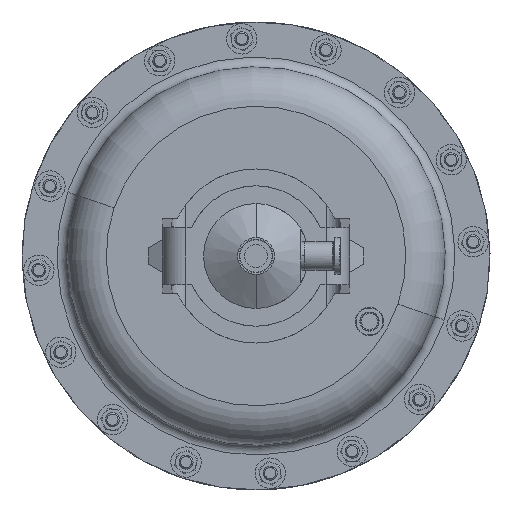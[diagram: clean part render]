
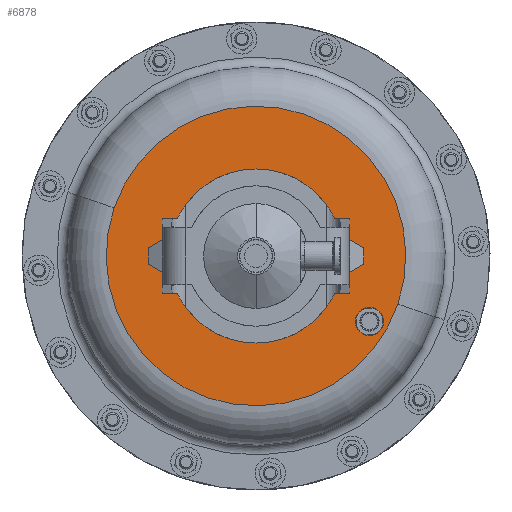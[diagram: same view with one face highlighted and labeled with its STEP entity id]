
A CAD part, front view. The second image highlights one B-rep face of the part: STEP entity #6878.
In plain terms, the highlighted planar face has unit normal (0, -1, 0).
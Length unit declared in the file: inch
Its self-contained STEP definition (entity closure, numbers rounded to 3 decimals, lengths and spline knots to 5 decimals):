
#192 = CARTESIAN_POINT ( 'NONE',  ( 3.1244, 8.563, -2.11321 ) ) ;
#666 = EDGE_CURVE ( 'NONE', #23237, #36834, #21153, .T. ) ;
#1269 = ORIENTED_EDGE ( 'NONE', *, *, #29919, .T. ) ;
#2164 = CIRCLE ( 'NONE', #24086, 2.325 ) ;
#3348 = CIRCLE ( 'NONE', #37838, 2.325 ) ;
#3606 = ORIENTED_EDGE ( 'NONE', *, *, #8013, .F. ) ;
#4234 = EDGE_LOOP ( 'NONE', ( #4440, #32929 ) ) ;
#4440 = ORIENTED_EDGE ( 'NONE', *, *, #21151, .F. ) ;
#4475 = AXIS2_PLACEMENT_3D ( 'NONE', #5155, #23315, #4921 ) ;
#4514 = DIRECTION ( 'NONE',  ( 0., 1., 0. ) ) ;
#4921 = DIRECTION ( 'NONE',  ( 0.947, 0., -0.321 ) ) ;
#5100 = DIRECTION ( 'NONE',  ( 0.249, 0., -0.969 ) ) ;
#5155 = CARTESIAN_POINT ( 'NONE',  ( 0., 8.563, 0. ) ) ;
#5210 = AXIS2_PLACEMENT_3D ( 'NONE', #5230, #39313, #5100 ) ;
#5230 = CARTESIAN_POINT ( 'NONE',  ( 3.03109, 8.563, -1.75 ) ) ;
#5300 = CARTESIAN_POINT ( 'NONE',  ( 3.78772, 8.563, -1.28576 ) ) ;
#6104 = AXIS2_PLACEMENT_3D ( 'NONE', #15428, #31563, #18929 ) ;
#6662 = CARTESIAN_POINT ( 'NONE',  ( 0., 8.563, 0. ) ) ;
#6792 = ORIENTED_EDGE ( 'NONE', *, *, #19862, .T. ) ;
#6878 = ADVANCED_FACE ( 'NONE', ( #9032, #27402, #13382 ), #27460, .T. ) ;
#6924 = DIRECTION ( 'NONE',  ( 0., 0., -1. ) ) ;
#8013 = EDGE_CURVE ( 'NONE', #9115, #32707, #2164, .T. ) ;
#8386 = DIRECTION ( 'NONE',  ( 0., -1., 0. ) ) ;
#9032 = FACE_BOUND ( 'NONE', #13521, .T. ) ;
#9115 = VERTEX_POINT ( 'NONE', #18069 ) ;
#13382 = FACE_BOUND ( 'NONE', #15251, .T. ) ;
#13521 = EDGE_LOOP ( 'NONE', ( #3606, #33173 ) ) ;
#13890 = CARTESIAN_POINT ( 'NONE',  ( 2.93778, 8.563, -1.38679 ) ) ;
#14926 = CIRCLE ( 'NONE', #5210, 0.375 ) ;
#15059 = DIRECTION ( 'NONE',  ( 0., -1., 0. ) ) ;
#15251 = EDGE_LOOP ( 'NONE', ( #1269, #6792 ) ) ;
#15428 = CARTESIAN_POINT ( 'NONE',  ( 0., 8.563, 0. ) ) ;
#15437 = DIRECTION ( 'NONE',  ( -0.947, 0., 0.321 ) ) ;
#18069 = CARTESIAN_POINT ( 'NONE',  ( 0., 8.563, -2.325 ) ) ;
#18929 = DIRECTION ( 'NONE',  ( 0.947, 0., -0.321 ) ) ;
#19825 = CIRCLE ( 'NONE', #36817, 0.375 ) ;
#19862 = EDGE_CURVE ( 'NONE', #22359, #35780, #19825, .T. ) ;
#20239 = CARTESIAN_POINT ( 'NONE',  ( 3.03109, 8.563, -1.75 ) ) ;
#21151 = EDGE_CURVE ( 'NONE', #36834, #23237, #33562, .T. ) ;
#21153 = CIRCLE ( 'NONE', #6104, 4. ) ;
#21213 = CARTESIAN_POINT ( 'NONE',  ( -1.28576, 8.563, -3.78772 ) ) ;
#22359 = VERTEX_POINT ( 'NONE', #13890 ) ;
#23237 = VERTEX_POINT ( 'NONE', #37468 ) ;
#23315 = DIRECTION ( 'NONE',  ( 0., 1., 0. ) ) ;
#23571 = CARTESIAN_POINT ( 'NONE',  ( 0., 8.563, 0. ) ) ;
#24086 = AXIS2_PLACEMENT_3D ( 'NONE', #6662, #25642, #6924 ) ;
#25642 = DIRECTION ( 'NONE',  ( 0., -1., 0. ) ) ;
#26330 = DIRECTION ( 'NONE',  ( 0.249, 0., -0.969 ) ) ;
#27402 = FACE_OUTER_BOUND ( 'NONE', #4234, .T. ) ;
#27460 = PLANE ( 'NONE',  #36628 ) ;
#29457 = EDGE_CURVE ( 'NONE', #32707, #9115, #3348, .T. ) ;
#29919 = EDGE_CURVE ( 'NONE', #35780, #22359, #14926, .T. ) ;
#31563 = DIRECTION ( 'NONE',  ( 0., 1., 0. ) ) ;
#32707 = VERTEX_POINT ( 'NONE', #34794 ) ;
#32929 = ORIENTED_EDGE ( 'NONE', *, *, #666, .F. ) ;
#33173 = ORIENTED_EDGE ( 'NONE', *, *, #29457, .F. ) ;
#33562 = CIRCLE ( 'NONE', #4475, 4. ) ;
#34794 = CARTESIAN_POINT ( 'NONE',  ( 0., 8.563, 2.325 ) ) ;
#35780 = VERTEX_POINT ( 'NONE', #192 ) ;
#36628 = AXIS2_PLACEMENT_3D ( 'NONE', #21213, #15059, #15437 ) ;
#36817 = AXIS2_PLACEMENT_3D ( 'NONE', #20239, #4514, #26330 ) ;
#36834 = VERTEX_POINT ( 'NONE', #5300 ) ;
#37468 = CARTESIAN_POINT ( 'NONE',  ( -3.78772, 8.563, 1.28576 ) ) ;
#37838 = AXIS2_PLACEMENT_3D ( 'NONE', #23571, #8386, #39365 ) ;
#39313 = DIRECTION ( 'NONE',  ( 0., 1., 0. ) ) ;
#39365 = DIRECTION ( 'NONE',  ( 0., 0., -1. ) ) ;
